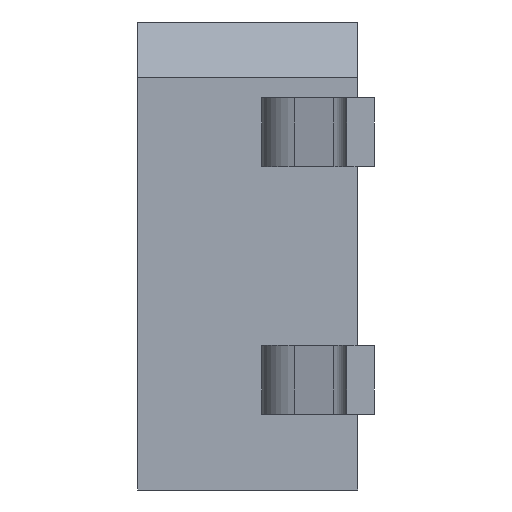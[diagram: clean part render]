
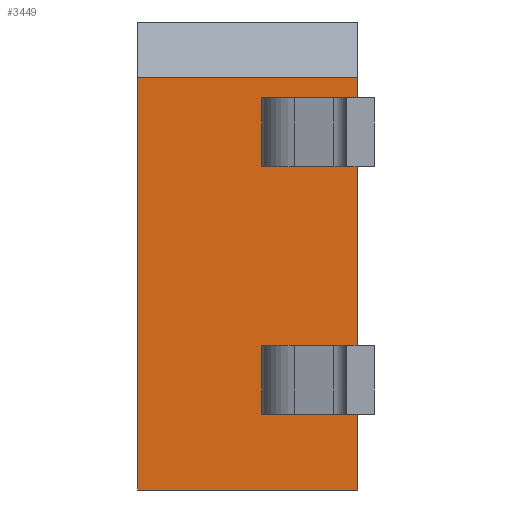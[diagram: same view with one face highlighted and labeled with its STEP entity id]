
A CAD part, left-side view. The second image highlights one B-rep face of the part: STEP entity #3449.
In plain terms, the highlighted planar face has unit normal (-1, 0, 0).
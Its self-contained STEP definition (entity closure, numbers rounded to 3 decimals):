
#73 = ORIENTED_EDGE ( 'NONE', *, *, #1541, .T. ) ;
#92 = EDGE_CURVE ( 'NONE', #961, #2731, #2250, .T. ) ;
#105 = VECTOR ( 'NONE', #1240, 1000. ) ;
#117 = VERTEX_POINT ( 'NONE', #1288 ) ;
#128 = DIRECTION ( 'NONE',  ( 0., 1., 0. ) ) ;
#187 = ORIENTED_EDGE ( 'NONE', *, *, #913, .T. ) ;
#204 = VERTEX_POINT ( 'NONE', #1100 ) ;
#205 = CARTESIAN_POINT ( 'NONE',  ( -1.7, 0.62, -1.7 ) ) ;
#217 = CARTESIAN_POINT ( 'NONE',  ( -1.7, 0., 0.65 ) ) ;
#294 = LINE ( 'NONE', #935, #907 ) ;
#298 = CARTESIAN_POINT ( 'NONE',  ( -1.7, 0.82, -0.65 ) ) ;
#304 = CARTESIAN_POINT ( 'NONE',  ( -1.7, 0., 1.15 ) ) ;
#307 = CARTESIAN_POINT ( 'NONE',  ( -1.7, 0.82, 0.65 ) ) ;
#311 = FACE_OUTER_BOUND ( 'NONE', #2929, .T. ) ;
#359 = DIRECTION ( 'NONE',  ( 0., 0., -1. ) ) ;
#413 = CARTESIAN_POINT ( 'NONE',  ( -1.7, 0., -1.15 ) ) ;
#421 = LINE ( 'NONE', #1115, #3196 ) ;
#453 = VERTEX_POINT ( 'NONE', #2975 ) ;
#466 = VERTEX_POINT ( 'NONE', #307 ) ;
#494 = DIRECTION ( 'NONE',  ( 0., 1., 0. ) ) ;
#514 = LINE ( 'NONE', #413, #2556 ) ;
#625 = AXIS2_PLACEMENT_3D ( 'NONE', #2497, #1958, #359 ) ;
#674 = CARTESIAN_POINT ( 'NONE',  ( -1.7, 0.82, -1.7 ) ) ;
#728 = ORIENTED_EDGE ( 'NONE', *, *, #2946, .F. ) ;
#766 = VECTOR ( 'NONE', #937, 1000. ) ;
#767 = CARTESIAN_POINT ( 'NONE',  ( -1.7, 0.12, 1.3 ) ) ;
#790 = ORIENTED_EDGE ( 'NONE', *, *, #2910, .F. ) ;
#907 = VECTOR ( 'NONE', #3089, 1000. ) ;
#913 = EDGE_CURVE ( 'NONE', #2731, #3246, #421, .T. ) ;
#925 = EDGE_CURVE ( 'NONE', #3315, #2821, #2560, .T. ) ;
#935 = CARTESIAN_POINT ( 'NONE',  ( -1.7, 1.72, -1.7 ) ) ;
#937 = DIRECTION ( 'NONE',  ( 0., 0., 1. ) ) ;
#961 = VERTEX_POINT ( 'NONE', #2728 ) ;
#970 = VECTOR ( 'NONE', #2071, 1000. ) ;
#1069 = DIRECTION ( 'NONE',  ( 0., 0., 1. ) ) ;
#1072 = EDGE_CURVE ( 'NONE', #1401, #453, #514, .T. ) ;
#1100 = CARTESIAN_POINT ( 'NONE',  ( -1.7, 1.72, 1.3 ) ) ;
#1103 = EDGE_CURVE ( 'NONE', #453, #1643, #1930, .T. ) ;
#1115 = CARTESIAN_POINT ( 'NONE',  ( -1.7, 0.12, -1.7 ) ) ;
#1227 = VECTOR ( 'NONE', #2038, 1000. ) ;
#1229 = CARTESIAN_POINT ( 'NONE',  ( -1.7, 0., -0.65 ) ) ;
#1240 = DIRECTION ( 'NONE',  ( 0., -1., 0. ) ) ;
#1248 = EDGE_CURVE ( 'NONE', #2133, #3315, #2222, .T. ) ;
#1252 = CARTESIAN_POINT ( 'NONE',  ( -1.7, 1.72, 1.3 ) ) ;
#1288 = CARTESIAN_POINT ( 'NONE',  ( -1.7, 0.62, -0.65 ) ) ;
#1318 = DIRECTION ( 'NONE',  ( 0., 0., 1. ) ) ;
#1367 = CARTESIAN_POINT ( 'NONE',  ( -1.7, 0.12, -1.7 ) ) ;
#1384 = VECTOR ( 'NONE', #2028, 1000. ) ;
#1401 = VERTEX_POINT ( 'NONE', #2900 ) ;
#1494 = ORIENTED_EDGE ( 'NONE', *, *, #1103, .T. ) ;
#1507 = VECTOR ( 'NONE', #1318, 1000. ) ;
#1511 = ORIENTED_EDGE ( 'NONE', *, *, #3195, .F. ) ;
#1526 = LINE ( 'NONE', #674, #2871 ) ;
#1541 = EDGE_CURVE ( 'NONE', #466, #2821, #1526, .T. ) ;
#1584 = ORIENTED_EDGE ( 'NONE', *, *, #925, .F. ) ;
#1643 = VERTEX_POINT ( 'NONE', #298 ) ;
#1691 = CARTESIAN_POINT ( 'NONE',  ( -1.7, 0.82, 1.15 ) ) ;
#1731 = FACE_BOUND ( 'NONE', #3077, .T. ) ;
#1789 = ORIENTED_EDGE ( 'NONE', *, *, #2513, .F. ) ;
#1825 = CARTESIAN_POINT ( 'NONE',  ( -1.7, 1.72, -1.7 ) ) ;
#1846 = VECTOR ( 'NONE', #2439, 1000. ) ;
#1930 = LINE ( 'NONE', #3083, #766 ) ;
#1958 = DIRECTION ( 'NONE',  ( 1., 0., 0. ) ) ;
#1995 = LINE ( 'NONE', #1229, #1384 ) ;
#2028 = DIRECTION ( 'NONE',  ( 0., 1., 0. ) ) ;
#2038 = DIRECTION ( 'NONE',  ( 0., -1., 0. ) ) ;
#2055 = LINE ( 'NONE', #217, #3407 ) ;
#2071 = DIRECTION ( 'NONE',  ( 0., 0., 1. ) ) ;
#2133 = VERTEX_POINT ( 'NONE', #2544 ) ;
#2189 = DIRECTION ( 'NONE',  ( 0., 0., 1. ) ) ;
#2211 = ORIENTED_EDGE ( 'NONE', *, *, #92, .T. ) ;
#2222 = LINE ( 'NONE', #2392, #1507 ) ;
#2250 = LINE ( 'NONE', #1825, #105 ) ;
#2392 = CARTESIAN_POINT ( 'NONE',  ( -1.7, 0.62, -1.7 ) ) ;
#2439 = DIRECTION ( 'NONE',  ( 0., 1., 0. ) ) ;
#2497 = CARTESIAN_POINT ( 'NONE',  ( -1.7, 1.72, -1.7 ) ) ;
#2513 = EDGE_CURVE ( 'NONE', #204, #3246, #3453, .T. ) ;
#2544 = CARTESIAN_POINT ( 'NONE',  ( -1.7, 0.62, 0.65 ) ) ;
#2556 = VECTOR ( 'NONE', #128, 1000. ) ;
#2560 = LINE ( 'NONE', #304, #1846 ) ;
#2728 = CARTESIAN_POINT ( 'NONE',  ( -1.7, 1.72, -1.7 ) ) ;
#2731 = VERTEX_POINT ( 'NONE', #1367 ) ;
#2762 = EDGE_LOOP ( 'NONE', ( #728, #1511, #3308, #1494 ) ) ;
#2785 = LINE ( 'NONE', #205, #970 ) ;
#2821 = VERTEX_POINT ( 'NONE', #1691 ) ;
#2871 = VECTOR ( 'NONE', #1069, 1000. ) ;
#2900 = CARTESIAN_POINT ( 'NONE',  ( -1.7, 0.62, -1.15 ) ) ;
#2910 = EDGE_CURVE ( 'NONE', #961, #204, #294, .T. ) ;
#2929 = EDGE_LOOP ( 'NONE', ( #187, #1789, #790, #2211 ) ) ;
#2946 = EDGE_CURVE ( 'NONE', #117, #1643, #1995, .T. ) ;
#2948 = CARTESIAN_POINT ( 'NONE',  ( -1.7, 0.62, 1.15 ) ) ;
#2975 = CARTESIAN_POINT ( 'NONE',  ( -1.7, 0.82, -1.15 ) ) ;
#3045 = PLANE ( 'NONE',  #625 ) ;
#3077 = EDGE_LOOP ( 'NONE', ( #1584, #3436, #3250, #73 ) ) ;
#3080 = FACE_BOUND ( 'NONE', #2762, .T. ) ;
#3083 = CARTESIAN_POINT ( 'NONE',  ( -1.7, 0.82, -1.7 ) ) ;
#3089 = DIRECTION ( 'NONE',  ( 0., 0., 1. ) ) ;
#3195 = EDGE_CURVE ( 'NONE', #1401, #117, #2785, .T. ) ;
#3196 = VECTOR ( 'NONE', #2189, 1000. ) ;
#3239 = EDGE_CURVE ( 'NONE', #2133, #466, #2055, .T. ) ;
#3246 = VERTEX_POINT ( 'NONE', #767 ) ;
#3250 = ORIENTED_EDGE ( 'NONE', *, *, #3239, .T. ) ;
#3308 = ORIENTED_EDGE ( 'NONE', *, *, #1072, .T. ) ;
#3315 = VERTEX_POINT ( 'NONE', #2948 ) ;
#3407 = VECTOR ( 'NONE', #494, 1000. ) ;
#3436 = ORIENTED_EDGE ( 'NONE', *, *, #1248, .F. ) ;
#3449 = ADVANCED_FACE ( 'NONE', ( #1731, #3080, #311 ), #3045, .F. ) ;
#3453 = LINE ( 'NONE', #1252, #1227 ) ;
